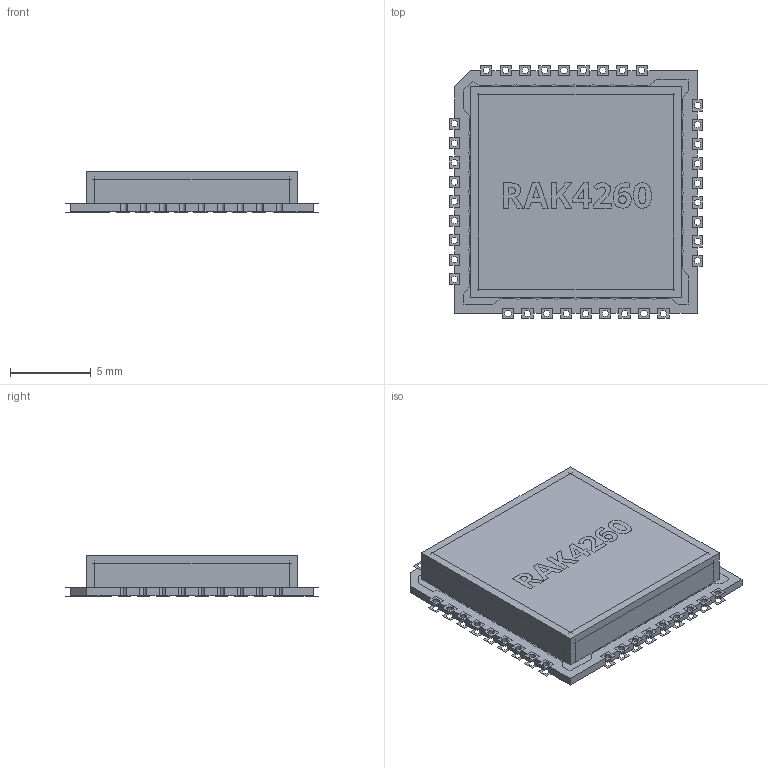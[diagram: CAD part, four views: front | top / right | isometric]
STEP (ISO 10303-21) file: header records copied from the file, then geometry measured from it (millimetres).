
FILE_DESCRIPTION(('FreeCAD Model'),'2;1');
FILE_NAME('rak4260-w-castellation.step','2019-11-05T18:58:30',('Author'),(''), 'Open CASCADE STEP processor 7.3','FreeCAD','Unknown');
FILE_SCHEMA(('AUTOMOTIVE_DESIGN { 1 0 10303 214 1 1 1 1 }'));
Length unit declared in the file: millimetre
Products named in the file (15): noname; Board_Geoms; Local_CS; Pcb; Open CASCADE STEP translator 7.3 1.1.2.1; PCB_Sketch; topTracks; botTracks; Step_Models; Fillet; botTracks001; ShapeString; Cube; Pcb_cs001; Pcb_cs
Assembly tree (8 placements, depth 4):
  noname
    Board_Geoms
      Local_CS
      Pcb
        Open CASCADE STEP translator 7.3 1.1.2.1
      PCB_Sketch
      topTracks
      botTracks
    Step_Models
  Fillet
  botTracks001
  ShapeString
  Cube
Bounding box: 15.6 x 15.6 x 2.57 mm (x, y, z)
Surface area: 1584.7 mm2
Topology: 3 solids, 127 shells, 236 faces, 2317 edges, 2212 vertices
Faces by surface type: plane 179, cylinder 53, sphere 4
Entity records: 22417 total; most frequent: CARTESIAN_POINT 4910, DIRECTION 2839, ORIENTED_EDGE 2614, EDGE_CURVE 2308, VERTEX_POINT 2202, LINE 2137, VECTOR 2137, AXIS2_PLACEMENT_3D 351
